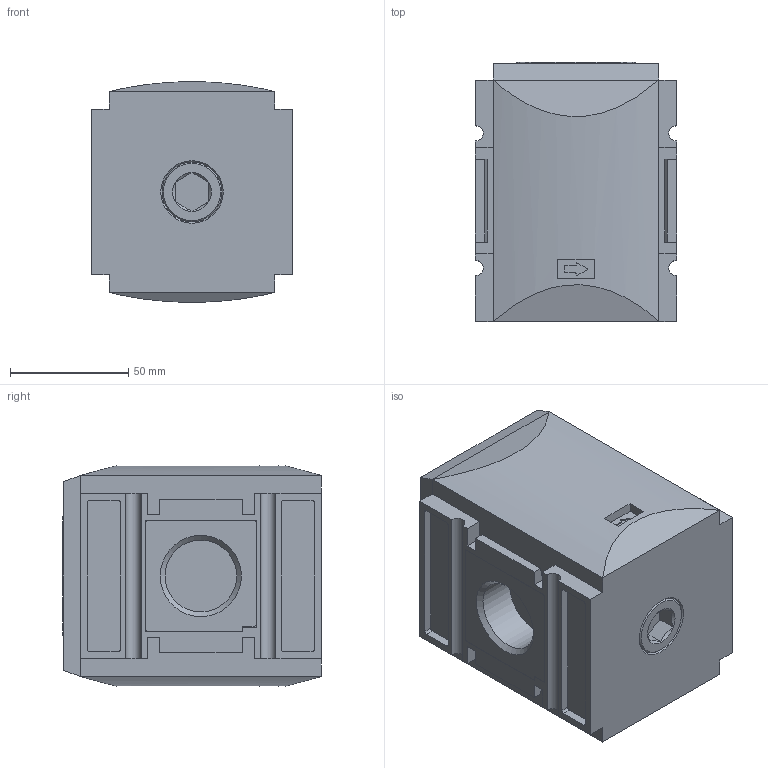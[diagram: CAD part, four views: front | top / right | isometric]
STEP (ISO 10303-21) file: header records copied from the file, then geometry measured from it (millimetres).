
FILE_DESCRIPTION( ( 'STEP AP214' ), ' ' );
FILE_NAME( '94044.GG00.stp', '2017-01-23T08:13:10', ( '' ), ( '' ), ' ', 'PARTsolutions', ' ' );
FILE_SCHEMA( ( 'AUTOMOTIVE_DESIGN { 1 0 10303 214 1 1 1 1 }' ) );
Length unit declared in the file: millimetre
Products named in the file (2): 94044.GG00; _FU 946G 1001-1
Assembly tree (1 placements, depth 2):
  94044.GG00
    _FU 946G 1001-1
Bounding box: 85 x 109.5 x 93.25 mm (x, y, z)
Volume: 733201.4 mm3; surface area: 66728.5 mm2
Topology: 1 solids, 1 shells, 238 faces, 584 edges, 376 vertices
Faces by surface type: plane 168, cylinder 48, cone 21, torus 1
Full cylindrical faces by diameter (mm): 4.134 x3, 5.3 x3, 30.291 x2, 37 x1, 42 x1, 50.4 x1, 50.7 x1
Entity records: 8844 total; most frequent: CARTESIAN_POINT 1310, DIRECTION 1150, ORIENTED_EDGE 1116, EDGE_CURVE 558, LINE 422, VECTOR 422, VERTEX_POINT 372, AXIS2_PLACEMENT_3D 364
